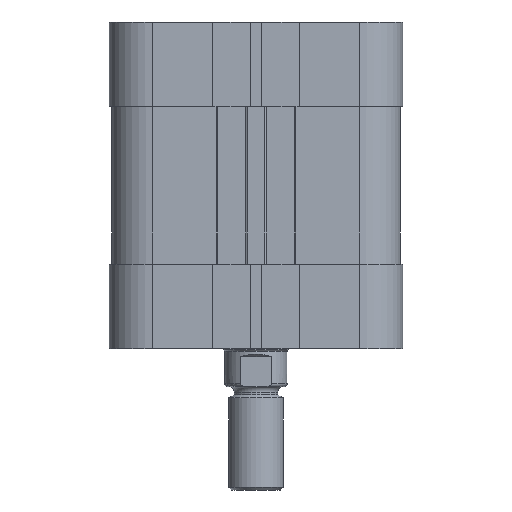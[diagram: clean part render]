
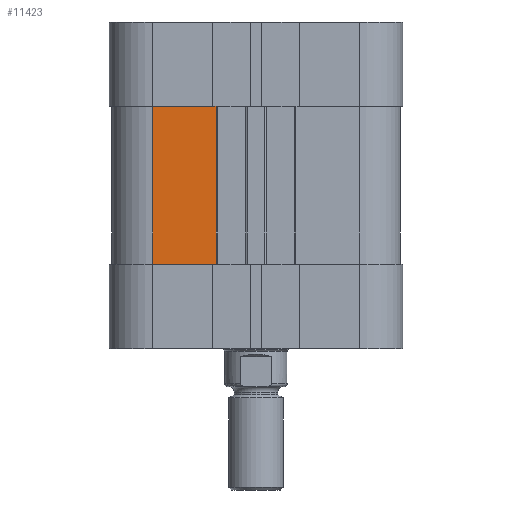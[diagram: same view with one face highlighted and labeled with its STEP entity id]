
A CAD part, front view. The second image highlights one B-rep face of the part: STEP entity #11423.
In plain terms, the highlighted planar face has unit normal (0, -1, 0).
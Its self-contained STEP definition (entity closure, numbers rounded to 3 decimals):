
#596=LINE('',#19431,#1396);
#708=LINE('',#19921,#1508);
#811=LINE('',#20227,#1611);
#812=LINE('',#20229,#1612);
#1396=VECTOR('',#15161,11.65);
#1508=VECTOR('',#15541,11.65);
#1611=VECTOR('',#15898,29.);
#1612=VECTOR('',#15901,29.);
#2310=PLANE('',#12729);
#3156=FACE_OUTER_BOUND('',#4043,.T.);
#4043=EDGE_LOOP('',(#10259,#10260,#10261,#10262));
#5677=VERTEX_POINT('',#19428);
#5678=VERTEX_POINT('',#19430);
#5921=VERTEX_POINT('',#19918);
#5922=VERTEX_POINT('',#19920);
#7077=EDGE_CURVE('',#5678,#5677,#596,.T.);
#7321=EDGE_CURVE('',#5922,#5921,#708,.T.);
#7473=EDGE_CURVE('',#5677,#5922,#811,.T.);
#7474=EDGE_CURVE('',#5678,#5921,#812,.T.);
#10259=ORIENTED_EDGE('',*,*,#7321,.T.);
#10260=ORIENTED_EDGE('',*,*,#7474,.F.);
#10261=ORIENTED_EDGE('',*,*,#7077,.T.);
#10262=ORIENTED_EDGE('',*,*,#7473,.T.);
#11423=ADVANCED_FACE('',(#3156),#2310,.T.);
#12729=AXIS2_PLACEMENT_3D('',#20228,#15899,#15900);
#15161=DIRECTION('',(1.,0.,0.));
#15541=DIRECTION('',(-1.,0.,0.));
#15898=DIRECTION('',(0.,0.,1.));
#15899=DIRECTION('center_axis',(0.,-1.,0.));
#15900=DIRECTION('ref_axis',(0.,0.,-1.));
#15901=DIRECTION('',(0.,0.,1.));
#19428=CARTESIAN_POINT('',(-7.35,-26.5,-29.));
#19430=CARTESIAN_POINT('',(-19.,-26.5,-29.));
#19431=CARTESIAN_POINT('',(-19.,-26.5,-29.));
#19918=CARTESIAN_POINT('',(-19.,-26.5,0.));
#19920=CARTESIAN_POINT('',(-7.35,-26.5,0.));
#19921=CARTESIAN_POINT('',(-19.,-26.5,0.));
#20227=CARTESIAN_POINT('',(-7.35,-26.5,-29.));
#20228=CARTESIAN_POINT('Origin',(-7.35,-26.5,-29.));
#20229=CARTESIAN_POINT('',(-19.,-26.5,-29.));
